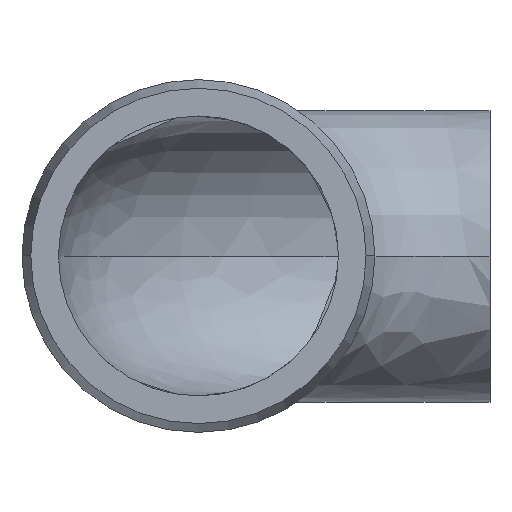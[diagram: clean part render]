
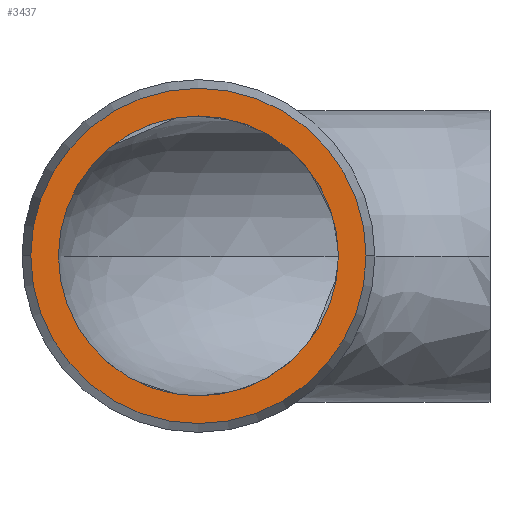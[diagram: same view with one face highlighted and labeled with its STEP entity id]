
A CAD part, top view. The second image highlights one B-rep face of the part: STEP entity #3437.
In plain terms, the highlighted planar face has unit normal (0, 0, 1).
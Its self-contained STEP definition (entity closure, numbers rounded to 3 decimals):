
#9 = DIRECTION ( 'NONE',  ( 0., 0., -1. ) ) ;
#100 = DIRECTION ( 'NONE',  ( -1., 0., 0. ) ) ;
#606 = CARTESIAN_POINT ( 'NONE',  ( -100., 0., 0. ) ) ;
#754 = AXIS2_PLACEMENT_3D ( 'NONE', #4799, #8375, #8072 ) ;
#954 = EDGE_LOOP ( 'NONE', ( #1181, #3264 ) ) ;
#1024 = CARTESIAN_POINT ( 'NONE',  ( -100., 0., 0. ) ) ;
#1136 = ORIENTED_EDGE ( 'NONE', *, *, #3217, .F. ) ;
#1177 = EDGE_CURVE ( 'NONE', #4562, #1787, #4449, .T. ) ;
#1181 = ORIENTED_EDGE ( 'NONE', *, *, #6108, .T. ) ;
#1438 = CARTESIAN_POINT ( 'NONE',  ( -42.5, 0., 0. ) ) ;
#1787 = VERTEX_POINT ( 'NONE', #5421 ) ;
#2112 = CIRCLE ( 'NONE', #7294, 57.5 ) ;
#2584 = CARTESIAN_POINT ( 'NONE',  ( -52., 0., 0. ) ) ;
#3217 = EDGE_CURVE ( 'NONE', #1787, #4562, #5193, .T. ) ;
#3219 = DIRECTION ( 'NONE',  ( 0., 0., 1. ) ) ;
#3220 = ORIENTED_EDGE ( 'NONE', *, *, #1177, .F. ) ;
#3264 = ORIENTED_EDGE ( 'NONE', *, *, #9105, .T. ) ;
#3437 = ADVANCED_FACE ( 'NONE', ( #5604, #6443 ), #4818, .F. ) ;
#3702 = DIRECTION ( 'NONE',  ( 0., 0., 1. ) ) ;
#3823 = CARTESIAN_POINT ( 'NONE',  ( -100., 0., 0. ) ) ;
#3917 = DIRECTION ( 'NONE',  ( 1., 0., 0. ) ) ;
#4255 = CARTESIAN_POINT ( 'NONE',  ( -148., 0., 0. ) ) ;
#4449 = CIRCLE ( 'NONE', #754, 48. ) ;
#4562 = VERTEX_POINT ( 'NONE', #2584 ) ;
#4799 = CARTESIAN_POINT ( 'NONE',  ( -100., 0., 0. ) ) ;
#4818 = PLANE ( 'NONE',  #5047 ) ;
#5047 = AXIS2_PLACEMENT_3D ( 'NONE', #4255, #9, #100 ) ;
#5193 = CIRCLE ( 'NONE', #6679, 48. ) ;
#5421 = CARTESIAN_POINT ( 'NONE',  ( -148., 0., 0. ) ) ;
#5440 = VERTEX_POINT ( 'NONE', #7206 ) ;
#5604 = FACE_BOUND ( 'NONE', #6275, .T. ) ;
#6108 = EDGE_CURVE ( 'NONE', #5440, #8139, #2112, .T. ) ;
#6126 = CIRCLE ( 'NONE', #6862, 57.5 ) ;
#6275 = EDGE_LOOP ( 'NONE', ( #3220, #1136 ) ) ;
#6443 = FACE_OUTER_BOUND ( 'NONE', #954, .T. ) ;
#6679 = AXIS2_PLACEMENT_3D ( 'NONE', #606, #8531, #7692 ) ;
#6862 = AXIS2_PLACEMENT_3D ( 'NONE', #1024, #3702, #7326 ) ;
#7206 = CARTESIAN_POINT ( 'NONE',  ( -157.5, 0., 0. ) ) ;
#7294 = AXIS2_PLACEMENT_3D ( 'NONE', #3823, #3219, #3917 ) ;
#7326 = DIRECTION ( 'NONE',  ( 1., 0., 0. ) ) ;
#7692 = DIRECTION ( 'NONE',  ( 1., 0., 0. ) ) ;
#8072 = DIRECTION ( 'NONE',  ( 1., 0., 0. ) ) ;
#8139 = VERTEX_POINT ( 'NONE', #1438 ) ;
#8375 = DIRECTION ( 'NONE',  ( 0., 0., 1. ) ) ;
#8531 = DIRECTION ( 'NONE',  ( 0., 0., 1. ) ) ;
#9105 = EDGE_CURVE ( 'NONE', #8139, #5440, #6126, .T. ) ;
